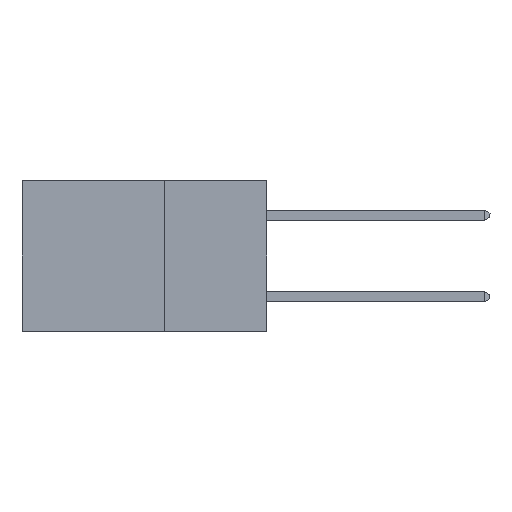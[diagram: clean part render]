
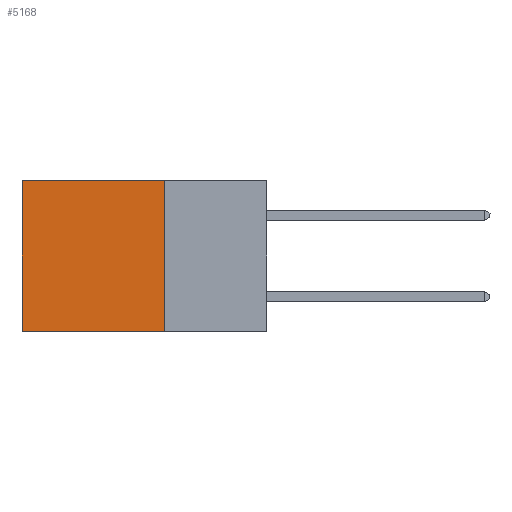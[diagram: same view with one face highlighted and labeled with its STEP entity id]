
A CAD part, left-side view. The second image highlights one B-rep face of the part: STEP entity #5168.
In plain terms, the highlighted planar face has unit normal (-1, 0, 0).
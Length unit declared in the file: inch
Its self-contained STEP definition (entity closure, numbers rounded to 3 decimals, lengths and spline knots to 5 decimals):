
#274 = VERTEX_POINT ( 'NONE', #2802 ) ;
#308 = DIRECTION ( 'NONE',  ( 0., 1., 0. ) ) ;
#313 = CARTESIAN_POINT ( 'NONE',  ( 0.2875, 0.25, -0.37 ) ) ;
#622 = CARTESIAN_POINT ( 'NONE',  ( 0.2875, 0.25, -0.37 ) ) ;
#727 = EDGE_CURVE ( 'NONE', #13229, #13703, #10291, .T. ) ;
#785 = CARTESIAN_POINT ( 'NONE',  ( 0.2875, 0.6, -0.37 ) ) ;
#995 = EDGE_CURVE ( 'NONE', #14941, #13703, #7386, .T. ) ;
#1471 = LINE ( 'NONE', #9507, #4682 ) ;
#1751 = VECTOR ( 'NONE', #7216, 39.37008 ) ;
#2000 = DIRECTION ( 'NONE',  ( 1., 0., 0. ) ) ;
#2802 = CARTESIAN_POINT ( 'NONE',  ( 0.2875, 0.25, 0. ) ) ;
#3673 = FACE_OUTER_BOUND ( 'NONE', #11125, .T. ) ;
#3811 = ORIENTED_EDGE ( 'NONE', *, *, #727, .T. ) ;
#4575 = ORIENTED_EDGE ( 'NONE', *, *, #995, .F. ) ;
#4682 = VECTOR ( 'NONE', #15244, 39.37008 ) ;
#4977 = LINE ( 'NONE', #15307, #1751 ) ;
#5168 = ADVANCED_FACE ( 'NONE', ( #3673 ), #5618, .F. ) ;
#5618 = PLANE ( 'NONE',  #11388 ) ;
#6476 = VECTOR ( 'NONE', #7754, 39.37008 ) ;
#7216 = DIRECTION ( 'NONE',  ( 0., 0., -1. ) ) ;
#7386 = LINE ( 'NONE', #622, #12432 ) ;
#7754 = DIRECTION ( 'NONE',  ( 0., 0., -1. ) ) ;
#7983 = CARTESIAN_POINT ( 'NONE',  ( 0.2875, 0.25, 0. ) ) ;
#8205 = CARTESIAN_POINT ( 'NONE',  ( 0.2875, 0.6, 0. ) ) ;
#8522 = ORIENTED_EDGE ( 'NONE', *, *, #8647, .F. ) ;
#8647 = EDGE_CURVE ( 'NONE', #274, #14941, #4977, .T. ) ;
#9507 = CARTESIAN_POINT ( 'NONE',  ( 0.2875, 0.25, 0. ) ) ;
#9529 = CARTESIAN_POINT ( 'NONE',  ( 0.2875, 0.6, 0. ) ) ;
#10291 = LINE ( 'NONE', #8205, #6476 ) ;
#10311 = DIRECTION ( 'NONE',  ( 0., 0., -1. ) ) ;
#11125 = EDGE_LOOP ( 'NONE', ( #3811, #4575, #8522, #12283 ) ) ;
#11388 = AXIS2_PLACEMENT_3D ( 'NONE', #7983, #2000, #10311 ) ;
#12283 = ORIENTED_EDGE ( 'NONE', *, *, #13879, .T. ) ;
#12432 = VECTOR ( 'NONE', #308, 39.37008 ) ;
#13229 = VERTEX_POINT ( 'NONE', #9529 ) ;
#13703 = VERTEX_POINT ( 'NONE', #785 ) ;
#13879 = EDGE_CURVE ( 'NONE', #274, #13229, #1471, .T. ) ;
#14941 = VERTEX_POINT ( 'NONE', #313 ) ;
#15244 = DIRECTION ( 'NONE',  ( 0., 1., 0. ) ) ;
#15307 = CARTESIAN_POINT ( 'NONE',  ( 0.2875, 0.25, 0. ) ) ;
